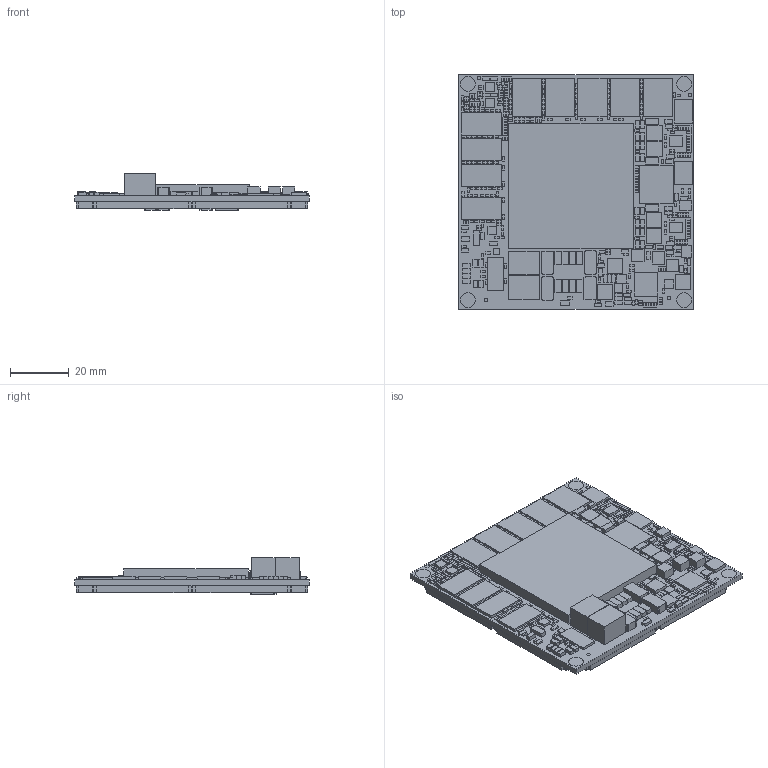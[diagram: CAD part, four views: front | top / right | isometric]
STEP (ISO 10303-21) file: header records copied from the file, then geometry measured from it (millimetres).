
FILE_DESCRIPTION(/* description */ ('PCB Design'),/* implementation_level */ '2;1');
FILE_NAME(/* name */ 'ACU19EG-2022-0309',/* time_stamp */ '2022-03-10T15:43:12+08:00',/* author */ ('ALINX-11'),/* organization */ (''),/* preprocessor_version */ 'ST-DEVELOPER v16',/* originating_system */ 'allegro_17.2S007',/* authorisation */ '');
FILE_SCHEMA (('AUTOMOTIVE_DESIGN { 1 0 10303 214 3 1 1 }'));
Length unit declared in the file: inch
Products named in the file (38): ACU19EG-2022-0309; BOARD_OUTLINE; COMPONENTS; MT40A1G16RC-062E; FFVC1760; VSON-10; AXK5A2137YG; CSD87381P; C1206; SOT23-5; TPS51200DRCR; MT40A256M16GE-075E; SX2-3215; LED_0805; L4_2X4_2; LL0603; D7343; CC1206; L5_2X5_2; RR0603; R0603; RR0402; HCI100808R29Q-R18L; CC0402; CC0603; CC0805; OSC3_2X2_5; SOT-23-5; OSC6-3225; SC70-6L; DSBGA8; MLP8; FC2QFN21; MAXIM_FC2QFN_35L; VQFN64; MARK; MH_250H125; VFBGA_13X11_5
Assembly tree (804 placements, depth 3):
  ACU19EG-2022-0309
    BOARD_OUTLINE
    COMPONENTS
      MT40A1G16RC-062E  x5
      FFVC1760
      VSON-10  x2
      AXK5A2137YG  x8
      CSD87381P  x3
      C1206
      SOT23-5
      TPS51200DRCR
      MT40A256M16GE-075E  x4
      SX2-3215
      LED_0805
      L4_2X4_2  x3
      LL0603  x3
      D7343  x9
      CC1206  x38
      L5_2X5_2  x7
      RR0603
      R0603
      RR0402  x214
      HCI100808R29Q-R18L  x2
      CC0402  x363
      CC0603  x43
      CC0805  x65
      OSC3_2X2_5
      SOT-23-5  x2
      OSC6-3225
      SC70-6L
      DSBGA8
      MLP8  x2
      FC2QFN21  x2
      MAXIM_FC2QFN_35L
      VQFN64
      MARK  x8
      MH_250H125  x4
      VFBGA_13X11_5
Bounding box: 80 x 80 x 12.42 mm (x, y, z)
Surface area: 36453.9 mm2 (no closed solid volume)
Topology: 0 solids, 803 shells, 4978 faces, 10919 edges, 6744 vertices
Faces by surface type: plane 4970, cylinder 8
Entity records: 13704 total; most frequent: DIRECTION 2285, AXIS2_PLACEMENT_3D 1846, CARTESIAN_POINT 1205, ORIENTED_EDGE 972, PRODUCT_DEFINITION_SHAPE 842, ITEM_DEFINED_TRANSFORMATION 804, CONTEXT_DEPENDENT_SHAPE_REPRESENTATION 804, NEXT_ASSEMBLY_USAGE_OCCURRENCE 804
